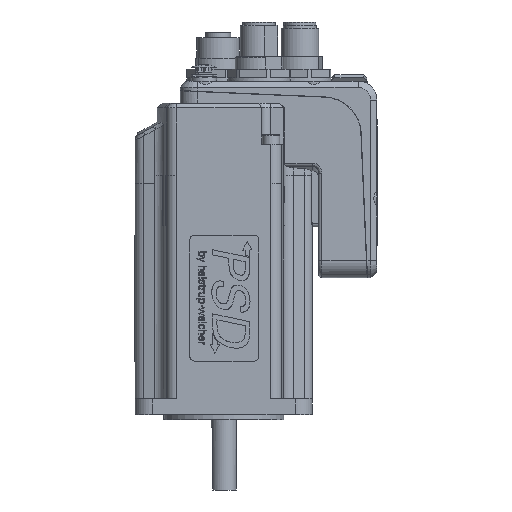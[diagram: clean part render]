
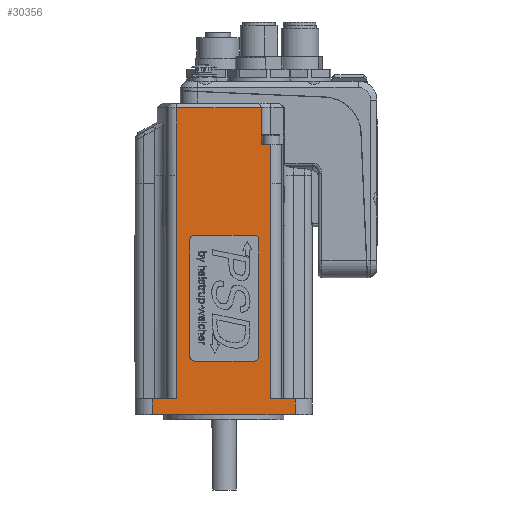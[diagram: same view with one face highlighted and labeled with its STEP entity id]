
A CAD part, left-side view. The second image highlights one B-rep face of the part: STEP entity #30356.
In plain terms, the highlighted planar face has unit normal (-1, 0, 0).
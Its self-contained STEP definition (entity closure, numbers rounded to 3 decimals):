
#1465=FACE_BOUND('',#4892,.T.);
#2108=PLANE('',#32630);
#3226=FACE_OUTER_BOUND('',#4891,.T.);
#4891=EDGE_LOOP('',(#22491,#22492,#22493,#22494,#22495,#22496,#22497,#22498,
#22499,#22500,#22501,#22502,#22503,#22504));
#4892=EDGE_LOOP('',(#22505,#22506,#22507,#22508,#22509,#22510,#22511,#22512));
#6812=LINE('',#46065,#9317);
#6813=LINE('',#46067,#9318);
#6814=LINE('',#46069,#9319);
#6815=LINE('',#46071,#9320);
#6816=LINE('',#46073,#9321);
#6817=LINE('',#46075,#9322);
#6818=LINE('',#46077,#9323);
#6819=LINE('',#46079,#9324);
#6820=LINE('',#46081,#9325);
#6821=LINE('',#46083,#9326);
#6822=LINE('',#46085,#9327);
#6823=LINE('',#46087,#9328);
#6824=LINE('',#46089,#9329);
#6825=LINE('',#46090,#9330);
#6826=LINE('',#46095,#9331);
#6827=LINE('',#46099,#9332);
#6828=LINE('',#46103,#9333);
#6829=LINE('',#46106,#9334);
#9317=VECTOR('',#36999,1000.);
#9318=VECTOR('',#37000,1000.);
#9319=VECTOR('',#37001,10.);
#9320=VECTOR('',#37002,10.);
#9321=VECTOR('',#37003,10.);
#9322=VECTOR('',#37004,10.);
#9323=VECTOR('',#37005,10.);
#9324=VECTOR('',#37006,1000.);
#9325=VECTOR('',#37007,1000.);
#9326=VECTOR('',#37008,1000.);
#9327=VECTOR('',#37009,1000.);
#9328=VECTOR('',#37010,1000.);
#9329=VECTOR('',#37011,1000.);
#9330=VECTOR('',#37012,1000.);
#9331=VECTOR('',#37015,10.);
#9332=VECTOR('',#37018,10.);
#9333=VECTOR('',#37021,10.);
#9334=VECTOR('',#37024,10.);
#11567=CIRCLE('',#32631,1.5);
#11568=CIRCLE('',#32632,1.5);
#11569=CIRCLE('',#32633,1.5);
#11570=CIRCLE('',#32634,1.5);
#12879=VERTEX_POINT('',#46063);
#12880=VERTEX_POINT('',#46064);
#12881=VERTEX_POINT('',#46066);
#12882=VERTEX_POINT('',#46068);
#12883=VERTEX_POINT('',#46070);
#12884=VERTEX_POINT('',#46072);
#12885=VERTEX_POINT('',#46074);
#12886=VERTEX_POINT('',#46076);
#12887=VERTEX_POINT('',#46078);
#12888=VERTEX_POINT('',#46080);
#12889=VERTEX_POINT('',#46082);
#12890=VERTEX_POINT('',#46084);
#12891=VERTEX_POINT('',#46086);
#12892=VERTEX_POINT('',#46088);
#12893=VERTEX_POINT('',#46091);
#12894=VERTEX_POINT('',#46092);
#12895=VERTEX_POINT('',#46094);
#12896=VERTEX_POINT('',#46096);
#12897=VERTEX_POINT('',#46098);
#12898=VERTEX_POINT('',#46100);
#12899=VERTEX_POINT('',#46102);
#12900=VERTEX_POINT('',#46104);
#16373=EDGE_CURVE('',#12879,#12880,#6812,.T.);
#16374=EDGE_CURVE('',#12881,#12879,#6813,.T.);
#16375=EDGE_CURVE('',#12881,#12882,#6814,.T.);
#16376=EDGE_CURVE('',#12882,#12883,#6815,.T.);
#16377=EDGE_CURVE('',#12883,#12884,#6816,.T.);
#16378=EDGE_CURVE('',#12885,#12884,#6817,.T.);
#16379=EDGE_CURVE('',#12886,#12885,#6818,.T.);
#16380=EDGE_CURVE('',#12887,#12886,#6819,.T.);
#16381=EDGE_CURVE('',#12887,#12888,#6820,.T.);
#16382=EDGE_CURVE('',#12889,#12888,#6821,.T.);
#16383=EDGE_CURVE('',#12889,#12890,#6822,.T.);
#16384=EDGE_CURVE('',#12890,#12891,#6823,.T.);
#16385=EDGE_CURVE('',#12891,#12892,#6824,.T.);
#16386=EDGE_CURVE('',#12880,#12892,#6825,.T.);
#16387=EDGE_CURVE('',#12893,#12894,#11567,.T.);
#16388=EDGE_CURVE('',#12894,#12895,#6826,.T.);
#16389=EDGE_CURVE('',#12895,#12896,#11568,.T.);
#16390=EDGE_CURVE('',#12896,#12897,#6827,.T.);
#16391=EDGE_CURVE('',#12897,#12898,#11569,.T.);
#16392=EDGE_CURVE('',#12898,#12899,#6828,.T.);
#16393=EDGE_CURVE('',#12899,#12900,#11570,.T.);
#16394=EDGE_CURVE('',#12900,#12893,#6829,.T.);
#22491=ORIENTED_EDGE('',*,*,#16373,.F.);
#22492=ORIENTED_EDGE('',*,*,#16374,.F.);
#22493=ORIENTED_EDGE('',*,*,#16375,.T.);
#22494=ORIENTED_EDGE('',*,*,#16376,.T.);
#22495=ORIENTED_EDGE('',*,*,#16377,.T.);
#22496=ORIENTED_EDGE('',*,*,#16378,.F.);
#22497=ORIENTED_EDGE('',*,*,#16379,.F.);
#22498=ORIENTED_EDGE('',*,*,#16380,.F.);
#22499=ORIENTED_EDGE('',*,*,#16381,.T.);
#22500=ORIENTED_EDGE('',*,*,#16382,.F.);
#22501=ORIENTED_EDGE('',*,*,#16383,.T.);
#22502=ORIENTED_EDGE('',*,*,#16384,.T.);
#22503=ORIENTED_EDGE('',*,*,#16385,.T.);
#22504=ORIENTED_EDGE('',*,*,#16386,.F.);
#22505=ORIENTED_EDGE('',*,*,#16387,.T.);
#22506=ORIENTED_EDGE('',*,*,#16388,.T.);
#22507=ORIENTED_EDGE('',*,*,#16389,.T.);
#22508=ORIENTED_EDGE('',*,*,#16390,.T.);
#22509=ORIENTED_EDGE('',*,*,#16391,.T.);
#22510=ORIENTED_EDGE('',*,*,#16392,.T.);
#22511=ORIENTED_EDGE('',*,*,#16393,.T.);
#22512=ORIENTED_EDGE('',*,*,#16394,.T.);
#30356=ADVANCED_FACE('',(#3226,#1465),#2108,.F.);
#32630=AXIS2_PLACEMENT_3D('',#46062,#36997,#36998);
#32631=AXIS2_PLACEMENT_3D('',#46093,#37013,#37014);
#32632=AXIS2_PLACEMENT_3D('',#46097,#37016,#37017);
#32633=AXIS2_PLACEMENT_3D('',#46101,#37019,#37020);
#32634=AXIS2_PLACEMENT_3D('',#46105,#37022,#37023);
#36997=DIRECTION('center_axis',(1.,0.,0.));
#36998=DIRECTION('ref_axis',(0.,1.,0.));
#36999=DIRECTION('',(0.,0.,-1.));
#37000=DIRECTION('',(0.,-1.,0.));
#37001=DIRECTION('',(0.,0.,1.));
#37002=DIRECTION('',(0.,1.,0.));
#37003=DIRECTION('',(0.,0.,1.));
#37004=DIRECTION('',(0.,-1.,0.));
#37005=DIRECTION('',(0.,0.,1.));
#37006=DIRECTION('',(0.,-1.,0.));
#37007=DIRECTION('',(0.,0.,-1.));
#37008=DIRECTION('',(0.,-1.,0.));
#37009=DIRECTION('',(0.,0.,-1.));
#37010=DIRECTION('',(0.,-1.,0.));
#37011=DIRECTION('',(0.,0.,1.));
#37012=DIRECTION('',(0.,-1.,0.));
#37013=DIRECTION('center_axis',(1.,0.,0.));
#37014=DIRECTION('ref_axis',(0.,-1.,0.));
#37015=DIRECTION('',(0.,0.,-1.));
#37016=DIRECTION('center_axis',(1.,0.,0.));
#37017=DIRECTION('ref_axis',(0.,0.,
-1.));
#37018=DIRECTION('',(0.,1.,0.));
#37019=DIRECTION('center_axis',(1.,0.,0.));
#37020=DIRECTION('ref_axis',(0.,1.,0.));
#37021=DIRECTION('',(0.,0.,1.));
#37022=DIRECTION('center_axis',(1.,0.,0.));
#37023=DIRECTION('ref_axis',(0.,0.,
1.));
#37024=DIRECTION('',(0.,-1.,0.));
#46062=CARTESIAN_POINT('Origin',(-28.2,15.002,64.5));
#46063=CARTESIAN_POINT('',(-28.2,-15.002,73.5));
#46064=CARTESIAN_POINT('',(-28.2,-15.002,5.));
#46065=CARTESIAN_POINT('',(-28.2,-15.002,64.5));
#46066=CARTESIAN_POINT('',(-28.2,-15.,73.5));
#46067=CARTESIAN_POINT('',(-28.2,-12.,73.5));
#46068=CARTESIAN_POINT('',(-28.2,-15.,86.));
#46069=CARTESIAN_POINT('',(-28.2,-15.,76.));
#46070=CARTESIAN_POINT('',(-28.2,-12.,86.));
#46071=CARTESIAN_POINT('',(-28.2,-0.656,86.));
#46072=CARTESIAN_POINT('',(-28.2,-12.,97.5));
#46073=CARTESIAN_POINT('',(-28.2,-12.,87.5));
#46074=CARTESIAN_POINT('',(-28.2,15.,97.5));
#46075=CARTESIAN_POINT('',(-28.2,10.923,97.5));
#46076=CARTESIAN_POINT('',(-28.2,15.,76.));
#46077=CARTESIAN_POINT('',(-28.2,15.,76.));
#46078=CARTESIAN_POINT('',(-28.2,15.002,76.));
#46079=CARTESIAN_POINT('',(-28.2,15.002,76.));
#46080=CARTESIAN_POINT('',(-28.2,15.002,5.));
#46081=CARTESIAN_POINT('',(-28.2,15.002,64.5));
#46082=CARTESIAN_POINT('',(-28.2,22.7,5.));
#46083=CARTESIAN_POINT('',(-28.2,-28.2,5.));
#46084=CARTESIAN_POINT('',(-28.2,22.7,0.));
#46085=CARTESIAN_POINT('',(-28.2,22.7,5.));
#46086=CARTESIAN_POINT('',(-28.2,-22.7,0.));
#46087=CARTESIAN_POINT('',(-28.2,-28.2,0.));
#46088=CARTESIAN_POINT('',(-28.2,-22.7,5.));
#46089=CARTESIAN_POINT('',(-28.2,-22.7,5.));
#46090=CARTESIAN_POINT('',(-28.2,-28.2,5.));
#46091=CARTESIAN_POINT('',(-28.2,-9.7,57.));
#46092=CARTESIAN_POINT('',(-28.2,-11.2,55.5));
#46093=CARTESIAN_POINT('Origin',(-28.2,-9.7,55.5));
#46094=CARTESIAN_POINT('',(-28.2,-11.2,18.5));
#46095=CARTESIAN_POINT('',(-28.2,-11.2,41.5));
#46096=CARTESIAN_POINT('',(-28.2,-9.7,17.));
#46097=CARTESIAN_POINT('Origin',(-28.2,-9.7,18.5));
#46098=CARTESIAN_POINT('',(-28.2,9.3,17.));
#46099=CARTESIAN_POINT('',(-28.2,12.151,17.));
#46100=CARTESIAN_POINT('',(-28.2,10.8,18.5));
#46101=CARTESIAN_POINT('Origin',(-28.2,9.3,18.5));
#46102=CARTESIAN_POINT('',(-28.2,10.8,55.5));
#46103=CARTESIAN_POINT('',(-28.2,10.8,60.));
#46104=CARTESIAN_POINT('',(-28.2,9.3,57.));
#46105=CARTESIAN_POINT('Origin',(-28.2,9.3,55.5));
#46106=CARTESIAN_POINT('',(-28.2,2.651,57.));
